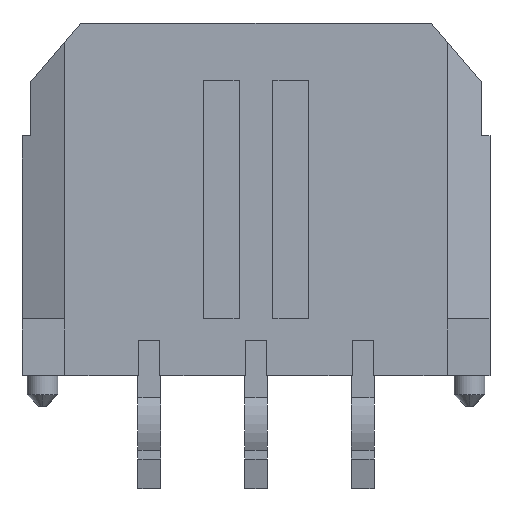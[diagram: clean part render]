
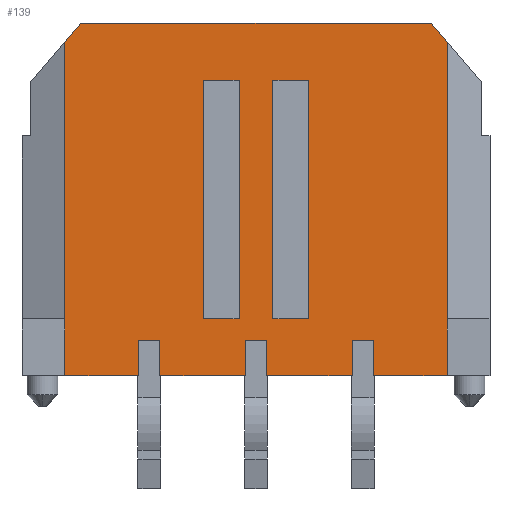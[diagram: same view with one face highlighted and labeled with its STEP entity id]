
A CAD part, front view. The second image highlights one B-rep face of the part: STEP entity #139.
In plain terms, the highlighted planar face has unit normal (0, -1, 0).
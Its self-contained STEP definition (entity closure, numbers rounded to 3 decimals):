
#139=ADVANCED_FACE('',(#533,#534,#535),#536,.T.);
#533=FACE_OUTER_BOUND('',#1178,.T.);
#534=FACE_BOUND('',#1179,.T.);
#535=FACE_BOUND('',#1180,.T.);
#536=PLANE('',#1181);
#1178=EDGE_LOOP('',(#2302,#2303,#2304,#2305,#2306,#2307,#2308,#2309,#2310,#2311,#2312,#2313,#2314,#2315,#2316,#2317,#2318,#2319,#2320,#2321,#2322,#2323));
#1179=EDGE_LOOP('',(#2324,#2325,#2326,#2327));
#1180=EDGE_LOOP('',(#2328,#2329,#2330,#2331));
#1181=AXIS2_PLACEMENT_3D('',#2332,#2333,#2334);
#2302=ORIENTED_EDGE('',*,*,#4623,.T.);
#2303=ORIENTED_EDGE('',*,*,#4624,.F.);
#2304=ORIENTED_EDGE('',*,*,#4621,.F.);
#2305=ORIENTED_EDGE('',*,*,#4625,.T.);
#2306=ORIENTED_EDGE('',*,*,#4626,.T.);
#2307=ORIENTED_EDGE('',*,*,#4627,.F.);
#2308=ORIENTED_EDGE('',*,*,#4614,.F.);
#2309=ORIENTED_EDGE('',*,*,#4495,.T.);
#2310=ORIENTED_EDGE('',*,*,#4486,.T.);
#2311=ORIENTED_EDGE('',*,*,#4469,.F.);
#2312=ORIENTED_EDGE('',*,*,#4613,.F.);
#2313=ORIENTED_EDGE('',*,*,#4628,.F.);
#2314=ORIENTED_EDGE('',*,*,#4629,.T.);
#2315=ORIENTED_EDGE('',*,*,#4630,.F.);
#2316=ORIENTED_EDGE('',*,*,#4362,.T.);
#2317=ORIENTED_EDGE('',*,*,#4631,.F.);
#2318=ORIENTED_EDGE('',*,*,#4632,.T.);
#2319=ORIENTED_EDGE('',*,*,#4633,.T.);
#2320=ORIENTED_EDGE('',*,*,#4634,.T.);
#2321=ORIENTED_EDGE('',*,*,#4635,.T.);
#2322=ORIENTED_EDGE('',*,*,#4616,.F.);
#2323=ORIENTED_EDGE('',*,*,#4512,.T.);
#2324=ORIENTED_EDGE('',*,*,#4636,.F.);
#2325=ORIENTED_EDGE('',*,*,#4637,.F.);
#2326=ORIENTED_EDGE('',*,*,#4638,.T.);
#2327=ORIENTED_EDGE('',*,*,#4639,.T.);
#2328=ORIENTED_EDGE('',*,*,#4640,.F.);
#2329=ORIENTED_EDGE('',*,*,#4641,.F.);
#2330=ORIENTED_EDGE('',*,*,#4642,.T.);
#2331=ORIENTED_EDGE('',*,*,#4643,.T.);
#2332=CARTESIAN_POINT('',(-6.325,-3.43,4.955));
#2333=DIRECTION('',(0.0,-1.0,0.0));
#2334=DIRECTION('',(0.0,0.0,-1.0));
#4362=EDGE_CURVE('',#5303,#5301,#5304,.T.);
#4469=EDGE_CURVE('',#5492,#5494,#5495,.T.);
#4486=EDGE_CURVE('',#5524,#5494,#5525,.T.);
#4495=EDGE_CURVE('',#5538,#5524,#5539,.T.);
#4512=EDGE_CURVE('',#5568,#5566,#5569,.T.);
#4613=EDGE_CURVE('',#5753,#5492,#5755,.T.);
#4614=EDGE_CURVE('',#5538,#5756,#5757,.T.);
#4616=EDGE_CURVE('',#5568,#5759,#5760,.T.);
#4621=EDGE_CURVE('',#5766,#5768,#5769,.T.);
#4623=EDGE_CURVE('',#5566,#5771,#5772,.T.);
#4624=EDGE_CURVE('',#5768,#5771,#5773,.T.);
#4625=EDGE_CURVE('',#5766,#5774,#5775,.T.);
#4626=EDGE_CURVE('',#5774,#5776,#5777,.T.);
#4627=EDGE_CURVE('',#5756,#5776,#5778,.T.);
#4628=EDGE_CURVE('',#5779,#5753,#5780,.T.);
#4629=EDGE_CURVE('',#5779,#5781,#5782,.T.);
#4630=EDGE_CURVE('',#5303,#5781,#5783,.T.);
#4631=EDGE_CURVE('',#5784,#5301,#5785,.T.);
#4632=EDGE_CURVE('',#5784,#5786,#5787,.T.);
#4633=EDGE_CURVE('',#5786,#5788,#5789,.T.);
#4634=EDGE_CURVE('',#5788,#5790,#5791,.T.);
#4635=EDGE_CURVE('',#5790,#5759,#5792,.T.);
#4636=EDGE_CURVE('',#5793,#5794,#5795,.T.);
#4637=EDGE_CURVE('',#5796,#5793,#5797,.T.);
#4638=EDGE_CURVE('',#5796,#5798,#5799,.T.);
#4639=EDGE_CURVE('',#5798,#5794,#5800,.T.);
#4640=EDGE_CURVE('',#5801,#5802,#5803,.T.);
#4641=EDGE_CURVE('',#5804,#5801,#5805,.T.);
#4642=EDGE_CURVE('',#5804,#5806,#5807,.T.);
#4643=EDGE_CURVE('',#5806,#5802,#5808,.T.);
#5301=VERTEX_POINT('',#6743);
#5303=VERTEX_POINT('',#6746);
#5304=LINE('',#6747,#6748);
#5492=VERTEX_POINT('',#7035);
#5494=VERTEX_POINT('',#7038);
#5495=LINE('',#7039,#7040);
#5524=VERTEX_POINT('',#7085);
#5525=LINE('',#7086,#7087);
#5538=VERTEX_POINT('',#7108);
#5539=LINE('',#7109,#7110);
#5566=VERTEX_POINT('',#7152);
#5568=VERTEX_POINT('',#7155);
#5569=LINE('',#7156,#7157);
#5753=VERTEX_POINT('',#7440);
#5755=LINE('',#7443,#7444);
#5756=VERTEX_POINT('',#7445);
#5757=LINE('',#7446,#7447);
#5759=VERTEX_POINT('',#7450);
#5760=LINE('',#7451,#7452);
#5766=VERTEX_POINT('',#7461);
#5768=VERTEX_POINT('',#7464);
#5769=LINE('',#7465,#7466);
#5771=VERTEX_POINT('',#7469);
#5772=LINE('',#7470,#7471);
#5773=LINE('',#7472,#7473);
#5774=VERTEX_POINT('',#7474);
#5775=LINE('',#7475,#7476);
#5776=VERTEX_POINT('',#7477);
#5777=LINE('',#7478,#7479);
#5778=LINE('',#7480,#7481);
#5779=VERTEX_POINT('',#7482);
#5780=LINE('',#7483,#7484);
#5781=VERTEX_POINT('',#7485);
#5782=LINE('',#7486,#7487);
#5783=LINE('',#7488,#7489);
#5784=VERTEX_POINT('',#7490);
#5785=LINE('',#7491,#7492);
#5786=VERTEX_POINT('',#7493);
#5787=LINE('',#7494,#7495);
#5788=VERTEX_POINT('',#7496);
#5789=LINE('',#7497,#7498);
#5790=VERTEX_POINT('',#7499);
#5791=LINE('',#7500,#7501);
#5792=LINE('',#7502,#7503);
#5793=VERTEX_POINT('',#7504);
#5794=VERTEX_POINT('',#7505);
#5795=LINE('',#7506,#7507);
#5796=VERTEX_POINT('',#7508);
#5797=LINE('',#7509,#7510);
#5798=VERTEX_POINT('',#7511);
#5799=LINE('',#7512,#7513);
#5800=LINE('',#7514,#7515);
#5801=VERTEX_POINT('',#7516);
#5802=VERTEX_POINT('',#7517);
#5803=LINE('',#7518,#7519);
#5804=VERTEX_POINT('',#7520);
#5805=LINE('',#7521,#7522);
#5806=VERTEX_POINT('',#7523);
#5807=LINE('',#7524,#7525);
#5808=LINE('',#7526,#7527);
#6743=CARTESIAN_POINT('',(4.925,-3.43,4.955));
#6746=CARTESIAN_POINT('',(5.384,-3.43,4.413));
#6747=CARTESIAN_POINT('',(5.384,-3.43,4.413));
#6748=VECTOR('',#8862,0.71);
#7035=CARTESIAN_POINT('',(3.299,-3.43,-4.955));
#7038=CARTESIAN_POINT('',(3.299,-3.43,-3.955));
#7039=CARTESIAN_POINT('',(3.299,-3.43,-4.955));
#7040=VECTOR('',#8981,1.0);
#7085=CARTESIAN_POINT('',(2.702,-3.43,-3.955));
#7086=CARTESIAN_POINT('',(2.702,-3.43,-3.955));
#7087=VECTOR('',#8998,0.597);
#7108=CARTESIAN_POINT('',(2.702,-3.43,-4.955));
#7109=CARTESIAN_POINT('',(2.702,-3.43,-4.955));
#7110=VECTOR('',#9007,1.0);
#7152=CARTESIAN_POINT('',(-3.299,-3.43,-3.955));
#7155=CARTESIAN_POINT('',(-3.299,-3.43,-4.955));
#7156=CARTESIAN_POINT('',(-3.299,-3.43,-4.955));
#7157=VECTOR('',#9024,1.0);
#7440=CARTESIAN_POINT('',(5.375,-3.43,-4.955));
#7443=CARTESIAN_POINT('',(5.375,-3.43,-4.955));
#7444=VECTOR('',#9125,2.077);
#7445=CARTESIAN_POINT('',(0.299,-3.43,-4.955));
#7446=CARTESIAN_POINT('',(2.702,-3.43,-4.955));
#7447=VECTOR('',#9126,2.403);
#7450=CARTESIAN_POINT('',(-5.375,-3.43,-4.955));
#7451=CARTESIAN_POINT('',(-3.299,-3.43,-4.955));
#7452=VECTOR('',#9128,2.077);
#7461=CARTESIAN_POINT('',(-0.299,-3.43,-4.955));
#7464=CARTESIAN_POINT('',(-2.702,-3.43,-4.955));
#7465=CARTESIAN_POINT('',(-0.299,-3.43,-4.955));
#7466=VECTOR('',#9133,2.403);
#7469=CARTESIAN_POINT('',(-2.702,-3.43,-3.955));
#7470=CARTESIAN_POINT('',(-3.299,-3.43,-3.955));
#7471=VECTOR('',#9135,0.597);
#7472=CARTESIAN_POINT('',(-2.702,-3.43,-4.955));
#7473=VECTOR('',#9136,1.0);
#7474=CARTESIAN_POINT('',(-0.299,-3.43,-3.955));
#7475=CARTESIAN_POINT('',(-0.299,-3.43,-4.955));
#7476=VECTOR('',#9137,1.0);
#7477=CARTESIAN_POINT('',(0.299,-3.43,-3.955));
#7478=CARTESIAN_POINT('',(-0.299,-3.43,-3.955));
#7479=VECTOR('',#9138,0.597);
#7480=CARTESIAN_POINT('',(0.299,-3.43,-4.955));
#7481=VECTOR('',#9139,1.0);
#7482=CARTESIAN_POINT('',(5.375,-3.43,-3.355));
#7483=CARTESIAN_POINT('',(5.375,-3.43,-3.355));
#7484=VECTOR('',#9140,1.6);
#7485=CARTESIAN_POINT('',(5.384,-3.43,-3.355));
#7486=CARTESIAN_POINT('',(5.375,-3.43,-3.355));
#7487=VECTOR('',#9141,0.009);
#7488=CARTESIAN_POINT('',(5.384,-3.43,4.413));
#7489=VECTOR('',#9142,7.768);
#7490=CARTESIAN_POINT('',(-4.925,-3.43,4.955));
#7491=CARTESIAN_POINT('',(-4.925,-3.43,4.955));
#7492=VECTOR('',#9143,9.85);
#7493=CARTESIAN_POINT('',(-5.384,-3.43,4.413));
#7494=CARTESIAN_POINT('',(-4.925,-3.43,4.955));
#7495=VECTOR('',#9144,0.71);
#7496=CARTESIAN_POINT('',(-5.384,-3.43,-3.355));
#7497=CARTESIAN_POINT('',(-5.384,-3.43,4.413));
#7498=VECTOR('',#9145,7.768);
#7499=CARTESIAN_POINT('',(-5.375,-3.43,-3.355));
#7500=CARTESIAN_POINT('',(-5.384,-3.43,-3.355));
#7501=VECTOR('',#9146,0.009);
#7502=CARTESIAN_POINT('',(-5.375,-3.43,-3.355));
#7503=VECTOR('',#9147,1.6);
#7504=CARTESIAN_POINT('',(1.475,-3.43,-3.355));
#7505=CARTESIAN_POINT('',(1.475,-3.43,3.355));
#7506=CARTESIAN_POINT('',(1.475,-3.43,-3.355));
#7507=VECTOR('',#9148,6.71);
#7508=CARTESIAN_POINT('',(0.475,-3.43,-3.355));
#7509=CARTESIAN_POINT('',(0.475,-3.43,-3.355));
#7510=VECTOR('',#9149,1.0);
#7511=CARTESIAN_POINT('',(0.475,-3.43,3.355));
#7512=CARTESIAN_POINT('',(0.475,-3.43,-3.355));
#7513=VECTOR('',#9150,6.71);
#7514=CARTESIAN_POINT('',(0.475,-3.43,3.355));
#7515=VECTOR('',#9151,1.0);
#7516=CARTESIAN_POINT('',(-0.475,-3.43,-3.355));
#7517=CARTESIAN_POINT('',(-0.475,-3.43,3.355));
#7518=CARTESIAN_POINT('',(-0.475,-3.43,-3.355));
#7519=VECTOR('',#9152,6.71);
#7520=CARTESIAN_POINT('',(-1.475,-3.43,-3.355));
#7521=CARTESIAN_POINT('',(-1.475,-3.43,-3.355));
#7522=VECTOR('',#9153,1.0);
#7523=CARTESIAN_POINT('',(-1.475,-3.43,3.355));
#7524=CARTESIAN_POINT('',(-1.475,-3.43,-3.355));
#7525=VECTOR('',#9154,6.71);
#7526=CARTESIAN_POINT('',(-1.475,-3.43,3.355));
#7527=VECTOR('',#9155,1.0);
#8862=DIRECTION('',(-0.647,0.0,0.763));
#8981=DIRECTION('',(0.0,0.0,1.0));
#8998=DIRECTION('',(1.0,0.0,0.0));
#9007=DIRECTION('',(0.0,0.0,1.0));
#9024=DIRECTION('',(0.0,0.0,1.0));
#9125=DIRECTION('',(-1.0,0.0,0.0));
#9126=DIRECTION('',(-1.0,0.0,0.0));
#9128=DIRECTION('',(-1.0,0.0,0.0));
#9133=DIRECTION('',(-1.0,0.0,0.0));
#9135=DIRECTION('',(1.0,0.0,0.0));
#9136=DIRECTION('',(0.0,0.0,1.0));
#9137=DIRECTION('',(0.0,0.0,1.0));
#9138=DIRECTION('',(1.0,0.0,0.0));
#9139=DIRECTION('',(0.0,0.0,1.0));
#9140=DIRECTION('',(0.0,0.0,-1.0));
#9141=DIRECTION('',(1.0,0.0,0.0));
#9142=DIRECTION('',(0.0,0.0,-1.0));
#9143=DIRECTION('',(1.0,0.0,0.0));
#9144=DIRECTION('',(-0.647,0.0,-0.763));
#9145=DIRECTION('',(0.0,0.0,-1.0));
#9146=DIRECTION('',(1.0,0.,0.0));
#9147=DIRECTION('',(0.0,0.0,-1.0));
#9148=DIRECTION('',(0.0,0.0,1.0));
#9149=DIRECTION('',(1.0,0.0,0.0));
#9150=DIRECTION('',(0.0,0.0,1.0));
#9151=DIRECTION('',(1.0,0.0,0.0));
#9152=DIRECTION('',(0.0,0.0,1.0));
#9153=DIRECTION('',(1.0,0.0,0.0));
#9154=DIRECTION('',(0.0,0.0,1.0));
#9155=DIRECTION('',(1.0,0.0,0.0));
